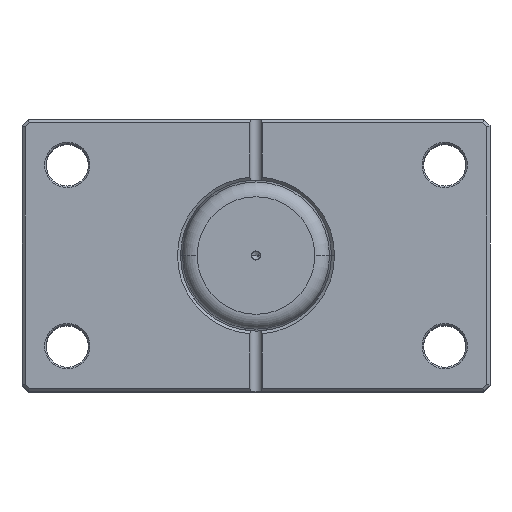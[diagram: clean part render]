
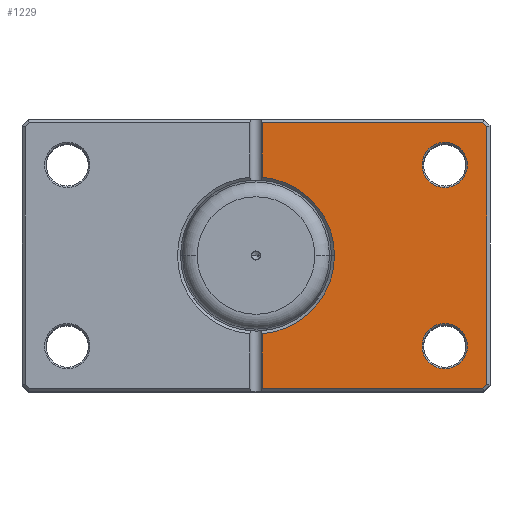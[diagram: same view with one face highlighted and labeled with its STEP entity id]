
A CAD part, top view. The second image highlights one B-rep face of the part: STEP entity #1229.
In plain terms, the highlighted face is planar.
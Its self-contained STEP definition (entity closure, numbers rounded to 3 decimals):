
#47 = DIRECTION ( 'NONE',  ( 1., 0., 0. ) ) ;
#169 = EDGE_CURVE ( 'NONE', #985, #3419, #3738, .T. ) ;
#219 = CARTESIAN_POINT ( 'NONE',  ( -76.5, 0., 0. ) ) ;
#274 = EDGE_CURVE ( 'NONE', #388, #3836, #640, .T. ) ;
#388 = VERTEX_POINT ( 'NONE', #3268 ) ;
#488 = CARTESIAN_POINT ( 'NONE',  ( -2., 45., 0. ) ) ;
#586 = ORIENTED_EDGE ( 'NONE', *, *, #169, .T. ) ;
#622 = CARTESIAN_POINT ( 'NONE',  ( -75.086, -44., 0. ) ) ;
#640 = CIRCLE ( 'NONE', #675, 26. ) ;
#643 = DIRECTION ( 'NONE',  ( -1., 0., 0. ) ) ;
#672 = CARTESIAN_POINT ( 'NONE',  ( 0., 0., 0. ) ) ;
#675 = AXIS2_PLACEMENT_3D ( 'NONE', #2866, #5699, #5006 ) ;
#708 = PLANE ( 'NONE',  #6175 ) ;
#785 = FACE_BOUND ( 'NONE', #3318, .T. ) ;
#825 = CARTESIAN_POINT ( 'NONE',  ( -62.5, -30., 0. ) ) ;
#829 = DIRECTION ( 'NONE',  ( 0., 0., 1. ) ) ;
#866 = VECTOR ( 'NONE', #643, 1000. ) ;
#871 = LINE ( 'NONE', #488, #4611 ) ;
#969 = DIRECTION ( 'NONE',  ( 1., 0., 0. ) ) ;
#984 = CARTESIAN_POINT ( 'NONE',  ( -59.543, -59.543, 0. ) ) ;
#985 = VERTEX_POINT ( 'NONE', #5820 ) ;
#1022 = CARTESIAN_POINT ( 'NONE',  ( -55., 30., 0. ) ) ;
#1034 = LINE ( 'NONE', #984, #4749 ) ;
#1149 = ORIENTED_EDGE ( 'NONE', *, *, #1434, .T. ) ;
#1186 = CARTESIAN_POINT ( 'NONE',  ( -76.5, -42.586, 0. ) ) ;
#1216 = ORIENTED_EDGE ( 'NONE', *, *, #1831, .T. ) ;
#1229 = ADVANCED_FACE ( 'NONE', ( #3723, #785, #2117 ), #708, .F. ) ;
#1291 = VERTEX_POINT ( 'NONE', #2730 ) ;
#1324 = ORIENTED_EDGE ( 'NONE', *, *, #5711, .T. ) ;
#1343 = DIRECTION ( 'NONE',  ( 1., 0., 0. ) ) ;
#1378 = VERTEX_POINT ( 'NONE', #6066 ) ;
#1422 = CARTESIAN_POINT ( 'NONE',  ( -59.543, 59.543, 0. ) ) ;
#1434 = EDGE_CURVE ( 'NONE', #1291, #5773, #5578, .T. ) ;
#1481 = ORIENTED_EDGE ( 'NONE', *, *, #3502, .T. ) ;
#1486 = VERTEX_POINT ( 'NONE', #1022 ) ;
#1500 = DIRECTION ( 'NONE',  ( -0.707, 0.707, 0. ) ) ;
#1590 = DIRECTION ( 'NONE',  ( 1., 0., 0. ) ) ;
#1596 = DIRECTION ( 'NONE',  ( 1., 0., 0. ) ) ;
#1597 = DIRECTION ( 'NONE',  ( 0., 0., 1. ) ) ;
#1599 = DIRECTION ( 'NONE',  ( 0., -1., 0. ) ) ;
#1637 = VERTEX_POINT ( 'NONE', #622 ) ;
#1655 = AXIS2_PLACEMENT_3D ( 'NONE', #4490, #1597, #4957 ) ;
#1680 = VERTEX_POINT ( 'NONE', #4545 ) ;
#1758 = CARTESIAN_POINT ( 'NONE',  ( 0., 0., 0. ) ) ;
#1823 = ORIENTED_EDGE ( 'NONE', *, *, #4791, .T. ) ;
#1831 = EDGE_CURVE ( 'NONE', #3836, #3906, #871, .T. ) ;
#1842 = CIRCLE ( 'NONE', #4879, 26. ) ;
#1858 = VECTOR ( 'NONE', #3205, 1000. ) ;
#1944 = CARTESIAN_POINT ( 'NONE',  ( -2., 44., 0. ) ) ;
#1957 = VECTOR ( 'NONE', #1599, 1000. ) ;
#2004 = LINE ( 'NONE', #219, #1858 ) ;
#2087 = EDGE_CURVE ( 'NONE', #3419, #1378, #4674, .T. ) ;
#2117 = FACE_OUTER_BOUND ( 'NONE', #3809, .T. ) ;
#2138 = VERTEX_POINT ( 'NONE', #5850 ) ;
#2247 = DIRECTION ( 'NONE',  ( 1., 0., 0. ) ) ;
#2318 = DIRECTION ( 'NONE',  ( 0., 0., 1. ) ) ;
#2368 = EDGE_CURVE ( 'NONE', #3906, #1637, #6027, .T. ) ;
#2385 = ORIENTED_EDGE ( 'NONE', *, *, #2917, .T. ) ;
#2560 = CIRCLE ( 'NONE', #5029, 7.5 ) ;
#2616 = CIRCLE ( 'NONE', #1655, 7.5 ) ;
#2669 = ORIENTED_EDGE ( 'NONE', *, *, #4888, .T. ) ;
#2730 = CARTESIAN_POINT ( 'NONE',  ( -55., -30., 0. ) ) ;
#2796 = DIRECTION ( 'NONE',  ( 0., -1., 0. ) ) ;
#2866 = CARTESIAN_POINT ( 'NONE',  ( 0., 0., 0. ) ) ;
#2893 = DIRECTION ( 'NONE',  ( 0.707, 0.707, 0. ) ) ;
#2917 = EDGE_CURVE ( 'NONE', #1637, #5313, #1034, .T. ) ;
#3037 = DIRECTION ( 'NONE',  ( 0., 0., 1. ) ) ;
#3086 = ORIENTED_EDGE ( 'NONE', *, *, #5947, .T. ) ;
#3106 = ORIENTED_EDGE ( 'NONE', *, *, #274, .T. ) ;
#3142 = ORIENTED_EDGE ( 'NONE', *, *, #2368, .T. ) ;
#3205 = DIRECTION ( 'NONE',  ( 0., 1., 0. ) ) ;
#3242 = LINE ( 'NONE', #1422, #5901 ) ;
#3268 = CARTESIAN_POINT ( 'NONE',  ( -26., 0., 0. ) ) ;
#3296 = CARTESIAN_POINT ( 'NONE',  ( -70., -30., 0. ) ) ;
#3318 = EDGE_LOOP ( 'NONE', ( #4179, #1481 ) ) ;
#3390 = CARTESIAN_POINT ( 'NONE',  ( -2., 45., 0. ) ) ;
#3394 = AXIS2_PLACEMENT_3D ( 'NONE', #6084, #2318, #1590 ) ;
#3419 = VERTEX_POINT ( 'NONE', #1944 ) ;
#3476 = CARTESIAN_POINT ( 'NONE',  ( 0., 44., 0. ) ) ;
#3502 = EDGE_CURVE ( 'NONE', #1486, #1680, #3763, .T. ) ;
#3723 = FACE_BOUND ( 'NONE', #5660, .T. ) ;
#3738 = LINE ( 'NONE', #3476, #4985 ) ;
#3763 = CIRCLE ( 'NONE', #4136, 7.5 ) ;
#3809 = EDGE_LOOP ( 'NONE', ( #4842, #1324, #3106, #1216, #3142, #2385, #1823, #3086, #586 ) ) ;
#3810 = CARTESIAN_POINT ( 'NONE',  ( -2., -44., 0. ) ) ;
#3836 = VERTEX_POINT ( 'NONE', #5614 ) ;
#3906 = VERTEX_POINT ( 'NONE', #3810 ) ;
#4079 = CARTESIAN_POINT ( 'NONE',  ( 0., -44., 0. ) ) ;
#4136 = AXIS2_PLACEMENT_3D ( 'NONE', #5870, #3037, #47 ) ;
#4179 = ORIENTED_EDGE ( 'NONE', *, *, #5574, .T. ) ;
#4237 = DIRECTION ( 'NONE',  ( 0., 0., 1. ) ) ;
#4490 = CARTESIAN_POINT ( 'NONE',  ( -62.5, 30., 0. ) ) ;
#4545 = CARTESIAN_POINT ( 'NONE',  ( -70., 30., 0. ) ) ;
#4611 = VECTOR ( 'NONE', #2796, 1000. ) ;
#4674 = LINE ( 'NONE', #3390, #1957 ) ;
#4749 = VECTOR ( 'NONE', #1500, 1000. ) ;
#4791 = EDGE_CURVE ( 'NONE', #5313, #2138, #2004, .T. ) ;
#4842 = ORIENTED_EDGE ( 'NONE', *, *, #2087, .T. ) ;
#4879 = AXIS2_PLACEMENT_3D ( 'NONE', #1758, #5110, #2247 ) ;
#4888 = EDGE_CURVE ( 'NONE', #5773, #1291, #2560, .T. ) ;
#4957 = DIRECTION ( 'NONE',  ( 1., 0., 0. ) ) ;
#4985 = VECTOR ( 'NONE', #1596, 1000. ) ;
#5006 = DIRECTION ( 'NONE',  ( 1., 0., 0. ) ) ;
#5029 = AXIS2_PLACEMENT_3D ( 'NONE', #825, #4237, #1343 ) ;
#5110 = DIRECTION ( 'NONE',  ( 0., 0., 1. ) ) ;
#5313 = VERTEX_POINT ( 'NONE', #1186 ) ;
#5574 = EDGE_CURVE ( 'NONE', #1680, #1486, #2616, .T. ) ;
#5578 = CIRCLE ( 'NONE', #3394, 7.5 ) ;
#5614 = CARTESIAN_POINT ( 'NONE',  ( -2., -25.923, 0. ) ) ;
#5660 = EDGE_LOOP ( 'NONE', ( #2669, #1149 ) ) ;
#5699 = DIRECTION ( 'NONE',  ( 0., 0., 1. ) ) ;
#5711 = EDGE_CURVE ( 'NONE', #1378, #388, #1842, .T. ) ;
#5773 = VERTEX_POINT ( 'NONE', #3296 ) ;
#5820 = CARTESIAN_POINT ( 'NONE',  ( -75.086, 44., 0. ) ) ;
#5850 = CARTESIAN_POINT ( 'NONE',  ( -76.5, 42.586, 0. ) ) ;
#5870 = CARTESIAN_POINT ( 'NONE',  ( -62.5, 30., 0. ) ) ;
#5901 = VECTOR ( 'NONE', #2893, 1000. ) ;
#5947 = EDGE_CURVE ( 'NONE', #2138, #985, #3242, .T. ) ;
#6027 = LINE ( 'NONE', #4079, #866 ) ;
#6066 = CARTESIAN_POINT ( 'NONE',  ( -2., 25.923, 0. ) ) ;
#6084 = CARTESIAN_POINT ( 'NONE',  ( -62.5, -30., 0. ) ) ;
#6175 = AXIS2_PLACEMENT_3D ( 'NONE', #672, #829, #969 ) ;
